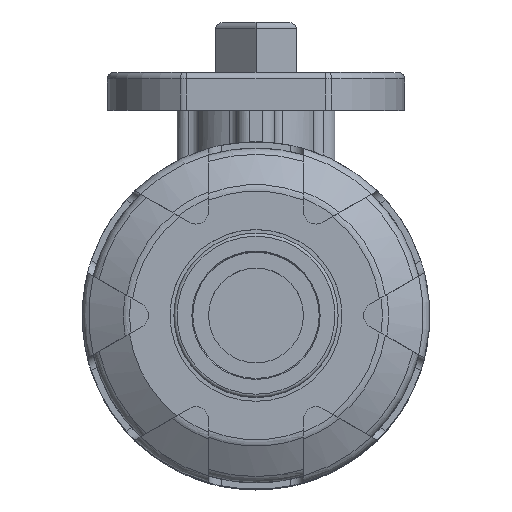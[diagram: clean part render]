
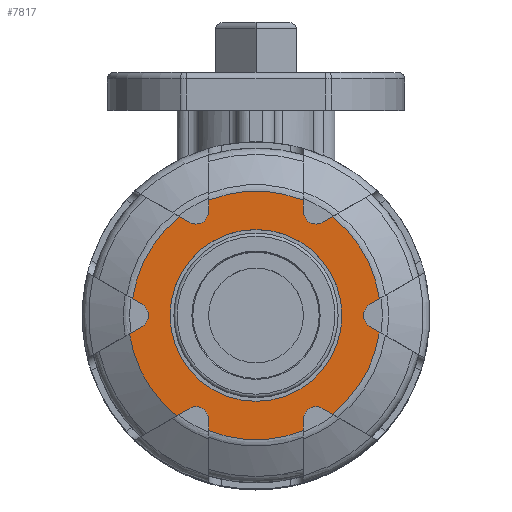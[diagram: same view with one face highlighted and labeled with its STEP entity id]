
A CAD part, top view. The second image highlights one B-rep face of the part: STEP entity #7817.
In plain terms, the highlighted planar face has unit normal (0, 0, 1).
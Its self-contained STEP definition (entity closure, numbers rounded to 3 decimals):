
#419=FACE_BOUND('',#1818,.T.);
#712=CIRCLE('',#8341,13.6);
#786=CIRCLE('',#8527,19.696);
#788=CIRCLE('',#8530,2.);
#789=CIRCLE('',#8531,20.232);
#790=CIRCLE('',#8532,2.);
#791=CIRCLE('',#8533,19.696);
#792=CIRCLE('',#8534,2.);
#793=CIRCLE('',#8535,19.696);
#794=CIRCLE('',#8536,2.);
#795=CIRCLE('',#8537,19.696);
#796=CIRCLE('',#8538,2.);
#797=CIRCLE('',#8539,19.696);
#798=CIRCLE('',#8540,2.);
#965=PLANE('',#8529);
#1350=FACE_OUTER_BOUND('',#1817,.T.);
#1817=EDGE_LOOP('',(#6600,#6601,#6602,#6603,#6604,#6605,#6606,#6607,#6608,
#6609,#6610,#6611,#6612,#6613,#6614,#6615,#6616,#6617,#6618,#6619,#6620,
#6621,#6622,#6623));
#1818=EDGE_LOOP('',(#6624));
#2297=LINE('',#14391,#2780);
#2305=LINE('',#14461,#2788);
#2336=LINE('',#14712,#2819);
#2337=LINE('',#14716,#2820);
#2338=LINE('',#14720,#2821);
#2339=LINE('',#14724,#2822);
#2340=LINE('',#14728,#2823);
#2341=LINE('',#14732,#2824);
#2342=LINE('',#14736,#2825);
#2343=LINE('',#14740,#2826);
#2344=LINE('',#14744,#2827);
#2345=LINE('',#14749,#2828);
#2780=VECTOR('',#10223,10.);
#2788=VECTOR('',#10241,10.);
#2819=VECTOR('',#10344,10.);
#2820=VECTOR('',#10347,10.);
#2821=VECTOR('',#10350,10.);
#2822=VECTOR('',#10353,10.);
#2823=VECTOR('',#10356,10.);
#2824=VECTOR('',#10359,10.);
#2825=VECTOR('',#10362,10.);
#2826=VECTOR('',#10365,10.);
#2827=VECTOR('',#10368,10.);
#2828=VECTOR('',#10375,10.);
#3310=VERTEX_POINT('',#13485);
#3447=VERTEX_POINT('',#14383);
#3448=VERTEX_POINT('',#14390);
#3460=VERTEX_POINT('',#14458);
#3461=VERTEX_POINT('',#14460);
#3497=VERTEX_POINT('',#14693);
#3498=VERTEX_POINT('',#14700);
#3500=VERTEX_POINT('',#14711);
#3501=VERTEX_POINT('',#14713);
#3502=VERTEX_POINT('',#14715);
#3503=VERTEX_POINT('',#14717);
#3504=VERTEX_POINT('',#14719);
#3505=VERTEX_POINT('',#14721);
#3506=VERTEX_POINT('',#14723);
#3507=VERTEX_POINT('',#14725);
#3508=VERTEX_POINT('',#14727);
#3509=VERTEX_POINT('',#14729);
#3510=VERTEX_POINT('',#14731);
#3511=VERTEX_POINT('',#14733);
#3512=VERTEX_POINT('',#14735);
#3513=VERTEX_POINT('',#14737);
#3514=VERTEX_POINT('',#14739);
#3515=VERTEX_POINT('',#14741);
#3516=VERTEX_POINT('',#14743);
#3517=VERTEX_POINT('',#14747);
#4263=EDGE_CURVE('',#3310,#3310,#712,.T.);
#4486=EDGE_CURVE('',#3447,#3448,#2297,.T.);
#4503=EDGE_CURVE('',#3460,#3461,#2305,.T.);
#4561=EDGE_CURVE('',#3497,#3498,#786,.T.);
#4564=EDGE_CURVE('',#3500,#3497,#2336,.T.);
#4565=EDGE_CURVE('',#3501,#3500,#788,.F.);
#4566=EDGE_CURVE('',#3502,#3501,#2337,.T.);
#4567=EDGE_CURVE('',#3503,#3502,#789,.F.);
#4568=EDGE_CURVE('',#3504,#3503,#2338,.T.);
#4569=EDGE_CURVE('',#3505,#3504,#790,.F.);
#4570=EDGE_CURVE('',#3506,#3505,#2339,.T.);
#4571=EDGE_CURVE('',#3507,#3506,#791,.T.);
#4572=EDGE_CURVE('',#3508,#3507,#2340,.T.);
#4573=EDGE_CURVE('',#3509,#3508,#792,.F.);
#4574=EDGE_CURVE('',#3510,#3509,#2341,.T.);
#4575=EDGE_CURVE('',#3511,#3510,#793,.T.);
#4576=EDGE_CURVE('',#3512,#3511,#2342,.T.);
#4577=EDGE_CURVE('',#3513,#3512,#794,.F.);
#4578=EDGE_CURVE('',#3514,#3513,#2343,.T.);
#4579=EDGE_CURVE('',#3515,#3514,#795,.T.);
#4580=EDGE_CURVE('',#3516,#3515,#2344,.T.);
#4581=EDGE_CURVE('',#3448,#3516,#796,.F.);
#4582=EDGE_CURVE('',#3461,#3447,#797,.T.);
#4583=EDGE_CURVE('',#3517,#3460,#798,.F.);
#4584=EDGE_CURVE('',#3498,#3517,#2345,.T.);
#6600=ORIENTED_EDGE('',*,*,#4561,.F.);
#6601=ORIENTED_EDGE('',*,*,#4564,.F.);
#6602=ORIENTED_EDGE('',*,*,#4565,.F.);
#6603=ORIENTED_EDGE('',*,*,#4566,.F.);
#6604=ORIENTED_EDGE('',*,*,#4567,.F.);
#6605=ORIENTED_EDGE('',*,*,#4568,.F.);
#6606=ORIENTED_EDGE('',*,*,#4569,.F.);
#6607=ORIENTED_EDGE('',*,*,#4570,.F.);
#6608=ORIENTED_EDGE('',*,*,#4571,.F.);
#6609=ORIENTED_EDGE('',*,*,#4572,.F.);
#6610=ORIENTED_EDGE('',*,*,#4573,.F.);
#6611=ORIENTED_EDGE('',*,*,#4574,.F.);
#6612=ORIENTED_EDGE('',*,*,#4575,.F.);
#6613=ORIENTED_EDGE('',*,*,#4576,.F.);
#6614=ORIENTED_EDGE('',*,*,#4577,.F.);
#6615=ORIENTED_EDGE('',*,*,#4578,.F.);
#6616=ORIENTED_EDGE('',*,*,#4579,.F.);
#6617=ORIENTED_EDGE('',*,*,#4580,.F.);
#6618=ORIENTED_EDGE('',*,*,#4581,.F.);
#6619=ORIENTED_EDGE('',*,*,#4486,.F.);
#6620=ORIENTED_EDGE('',*,*,#4582,.F.);
#6621=ORIENTED_EDGE('',*,*,#4503,.F.);
#6622=ORIENTED_EDGE('',*,*,#4583,.F.);
#6623=ORIENTED_EDGE('',*,*,#4584,.F.);
#6624=ORIENTED_EDGE('',*,*,#4263,.T.);
#7817=ADVANCED_FACE('',(#1350,#419),#965,.T.);
#8341=AXIS2_PLACEMENT_3D('',#13486,#9851,#9852);
#8527=AXIS2_PLACEMENT_3D('',#14701,#10338,#10339);
#8529=AXIS2_PLACEMENT_3D('',#14710,#10342,#10343);
#8530=AXIS2_PLACEMENT_3D('',#14714,#10345,#10346);
#8531=AXIS2_PLACEMENT_3D('',#14718,#10348,#10349);
#8532=AXIS2_PLACEMENT_3D('',#14722,#10351,#10352);
#8533=AXIS2_PLACEMENT_3D('',#14726,#10354,#10355);
#8534=AXIS2_PLACEMENT_3D('',#14730,#10357,#10358);
#8535=AXIS2_PLACEMENT_3D('',#14734,#10360,#10361);
#8536=AXIS2_PLACEMENT_3D('',#14738,#10363,#10364);
#8537=AXIS2_PLACEMENT_3D('',#14742,#10366,#10367);
#8538=AXIS2_PLACEMENT_3D('',#14745,#10369,#10370);
#8539=AXIS2_PLACEMENT_3D('',#14746,#10371,#10372);
#8540=AXIS2_PLACEMENT_3D('',#14748,#10373,#10374);
#9851=DIRECTION('center_axis',(0.,0.,-1.));
#9852=DIRECTION('ref_axis',(1.,0.,0.));
#10223=DIRECTION('',(0.,-1.,0.));
#10241=DIRECTION('',(0.,1.,0.));
#10338=DIRECTION('center_axis',(0.,0.,-1.));
#10339=DIRECTION('ref_axis',(-0.866,0.5,0.));
#10342=DIRECTION('center_axis',(0.,0.,1.));
#10343=DIRECTION('ref_axis',(1.,0.,0.));
#10344=DIRECTION('',(-0.866,0.5,0.));
#10345=DIRECTION('center_axis',(0.,0.,-1.));
#10346=DIRECTION('ref_axis',(1.,0.,0.));
#10347=DIRECTION('',(0.866,0.5,0.));
#10348=DIRECTION('center_axis',(0.,0.,1.));
#10349=DIRECTION('ref_axis',(0.5,-0.866,0.));
#10350=DIRECTION('',(-0.866,-0.5,0.));
#10351=DIRECTION('center_axis',(0.,0.,-1.));
#10352=DIRECTION('ref_axis',(0.5,0.866,0.));
#10353=DIRECTION('',(0.,1.,0.));
#10354=DIRECTION('center_axis',(0.,0.,-1.));
#10355=DIRECTION('ref_axis',(0.,-1.,0.));
#10356=DIRECTION('',(0.,-1.,0.));
#10357=DIRECTION('center_axis',(0.,0.,-1.));
#10358=DIRECTION('ref_axis',(-0.5,0.866,0.));
#10359=DIRECTION('',(-0.866,0.5,0.));
#10360=DIRECTION('center_axis',(0.,0.,-1.));
#10361=DIRECTION('ref_axis',(0.866,-0.5,0.));
#10362=DIRECTION('',(0.866,-0.5,0.));
#10363=DIRECTION('center_axis',(0.,0.,-1.));
#10364=DIRECTION('ref_axis',(-1.,0.,0.));
#10365=DIRECTION('',(-0.866,-0.5,0.));
#10366=DIRECTION('center_axis',(0.,0.,-1.));
#10367=DIRECTION('ref_axis',(0.866,0.5,0.));
#10368=DIRECTION('',(0.866,0.5,0.));
#10369=DIRECTION('center_axis',(0.,0.,-1.));
#10370=DIRECTION('ref_axis',(-0.5,-0.866,0.));
#10371=DIRECTION('center_axis',(0.,0.,-1.));
#10372=DIRECTION('ref_axis',(0.,1.,0.));
#10373=DIRECTION('center_axis',(0.,0.,-1.));
#10374=DIRECTION('ref_axis',(0.5,-0.866,0.));
#10375=DIRECTION('',(0.866,-0.5,0.));
#13485=CARTESIAN_POINT('',(-13.6,0.,44.75));
#13486=CARTESIAN_POINT('Origin',(0.,0.,44.75));
#14383=CARTESIAN_POINT('',(7.5,18.212,44.75));
#14390=CARTESIAN_POINT('',(7.5,16.454,44.75));
#14391=CARTESIAN_POINT('',(7.5,132.907,44.75));
#14458=CARTESIAN_POINT('',(-7.5,16.454,44.75));
#14460=CARTESIAN_POINT('',(-7.5,18.212,44.75));
#14461=CARTESIAN_POINT('',(-7.5,132.907,44.75));
#14693=CARTESIAN_POINT('',(-19.522,2.611,44.75));
#14700=CARTESIAN_POINT('',(-12.022,15.601,44.75));
#14701=CARTESIAN_POINT('Origin',(0.,0.,44.75));
#14710=CARTESIAN_POINT('Origin',(0.,0.,44.75));
#14711=CARTESIAN_POINT('',(-18.,1.732,44.75));
#14712=CARTESIAN_POINT('',(-118.85,59.958,44.75));
#14713=CARTESIAN_POINT('',(-18.,-1.732,44.75));
#14714=CARTESIAN_POINT('Origin',(-19.,0.,44.75));
#14715=CARTESIAN_POINT('',(-20.023,-2.9,44.75));
#14716=CARTESIAN_POINT('',(-118.85,-59.958,44.75));
#14717=CARTESIAN_POINT('',(-12.523,-15.89,44.75));
#14718=CARTESIAN_POINT('Origin',(0.,0.,44.75));
#14719=CARTESIAN_POINT('',(-10.5,-14.722,44.75));
#14720=CARTESIAN_POINT('',(-111.35,-72.948,44.75));
#14721=CARTESIAN_POINT('',(-7.5,-16.454,44.75));
#14722=CARTESIAN_POINT('Origin',(-9.5,-16.454,44.75));
#14723=CARTESIAN_POINT('',(-7.5,-18.212,44.75));
#14724=CARTESIAN_POINT('',(-7.5,-132.907,44.75));
#14725=CARTESIAN_POINT('',(7.5,-18.212,44.75));
#14726=CARTESIAN_POINT('Origin',(0.,0.,44.75));
#14727=CARTESIAN_POINT('',(7.5,-16.454,44.75));
#14728=CARTESIAN_POINT('',(7.5,-132.907,44.75));
#14729=CARTESIAN_POINT('',(10.5,-14.722,44.75));
#14730=CARTESIAN_POINT('Origin',(9.5,-16.454,44.75));
#14731=CARTESIAN_POINT('',(12.022,-15.601,44.75));
#14732=CARTESIAN_POINT('',(111.35,-72.948,44.75));
#14733=CARTESIAN_POINT('',(19.522,-2.611,44.75));
#14734=CARTESIAN_POINT('Origin',(0.,0.,44.75));
#14735=CARTESIAN_POINT('',(18.,-1.732,44.75));
#14736=CARTESIAN_POINT('',(118.85,-59.958,44.75));
#14737=CARTESIAN_POINT('',(18.,1.732,44.75));
#14738=CARTESIAN_POINT('Origin',(19.,0.,
44.75));
#14739=CARTESIAN_POINT('',(19.522,2.611,44.75));
#14740=CARTESIAN_POINT('',(118.85,59.958,44.75));
#14741=CARTESIAN_POINT('',(12.022,15.601,44.75));
#14742=CARTESIAN_POINT('Origin',(0.,0.,44.75));
#14743=CARTESIAN_POINT('',(10.5,14.722,44.75));
#14744=CARTESIAN_POINT('',(111.35,72.948,44.75));
#14745=CARTESIAN_POINT('Origin',(9.5,16.454,44.75));
#14746=CARTESIAN_POINT('Origin',(0.,0.,44.75));
#14747=CARTESIAN_POINT('',(-10.5,14.722,44.75));
#14748=CARTESIAN_POINT('Origin',(-9.5,16.454,44.75));
#14749=CARTESIAN_POINT('',(-111.35,72.948,44.75));
